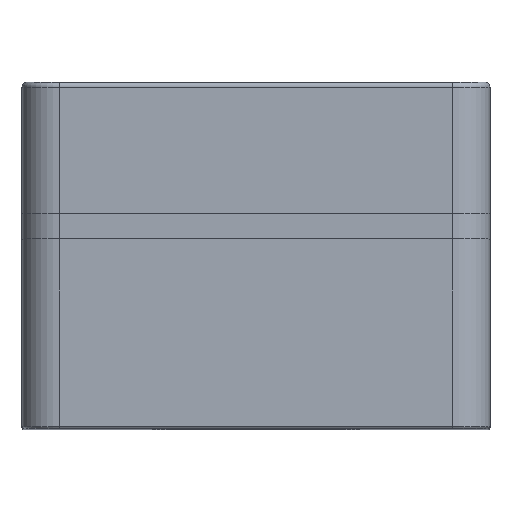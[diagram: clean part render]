
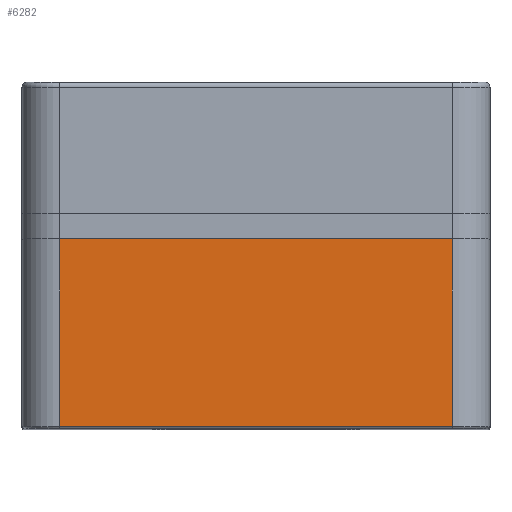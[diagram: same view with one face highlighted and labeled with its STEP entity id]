
A CAD part, top view. The second image highlights one B-rep face of the part: STEP entity #6282.
In plain terms, the highlighted planar face has unit normal (0, 0, 1).
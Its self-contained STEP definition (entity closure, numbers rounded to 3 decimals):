
#832=FACE_OUTER_BOUND('',#1188,.T.);
#1188=EDGE_LOOP('',(#4379,#4380,#4381,#4382));
#1697=LINE('',#9671,#2224);
#1702=LINE('',#9701,#2229);
#1704=LINE('',#9707,#2231);
#1705=LINE('',#9708,#2232);
#2224=VECTOR('',#7603,10.);
#2229=VECTOR('',#7640,10.);
#2231=VECTOR('',#7646,10.);
#2232=VECTOR('',#7647,10.);
#2752=VERTEX_POINT('',#9661);
#2754=VERTEX_POINT('',#9667);
#2764=VERTEX_POINT('',#9700);
#2766=VERTEX_POINT('',#9706);
#3386=EDGE_CURVE('',#2752,#2754,#1697,.T.);
#3401=EDGE_CURVE('',#2764,#2754,#1702,.T.);
#3404=EDGE_CURVE('',#2766,#2752,#1704,.T.);
#3405=EDGE_CURVE('',#2766,#2764,#1705,.T.);
#4379=ORIENTED_EDGE('',*,*,#3386,.F.);
#4380=ORIENTED_EDGE('',*,*,#3404,.F.);
#4381=ORIENTED_EDGE('',*,*,#3405,.T.);
#4382=ORIENTED_EDGE('',*,*,#3401,.T.);
#6121=PLANE('',#6722);
#6282=ADVANCED_FACE('',(#832),#6121,.T.);
#6722=AXIS2_PLACEMENT_3D('',#9705,#7644,#7645);
#7603=DIRECTION('',(-1.,0.,0.));
#7640=DIRECTION('',(0.,-1.,0.));
#7644=DIRECTION('center_axis',(0.,0.,1.));
#7645=DIRECTION('ref_axis',(-1.,0.,0.));
#7646=DIRECTION('',(0.,-1.,0.));
#7647=DIRECTION('',(-1.,0.,0.));
#9661=CARTESIAN_POINT('',(34.,-27.2,0.));
#9667=CARTESIAN_POINT('',(3.,-27.2,0.));
#9671=CARTESIAN_POINT('',(26.25,-27.2,0.));
#9700=CARTESIAN_POINT('',(3.,-12.4,0.));
#9701=CARTESIAN_POINT('',(3.,-12.4,0.));
#9705=CARTESIAN_POINT('Origin',(34.,-12.4,0.));
#9706=CARTESIAN_POINT('',(34.,-12.4,0.));
#9707=CARTESIAN_POINT('',(34.,-12.4,0.));
#9708=CARTESIAN_POINT('',(34.,-12.4,0.));
